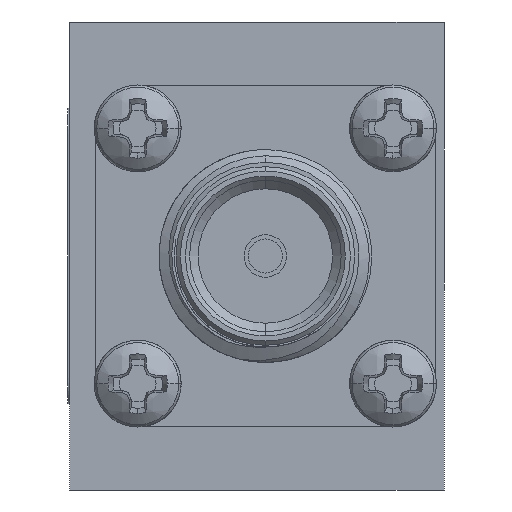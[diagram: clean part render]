
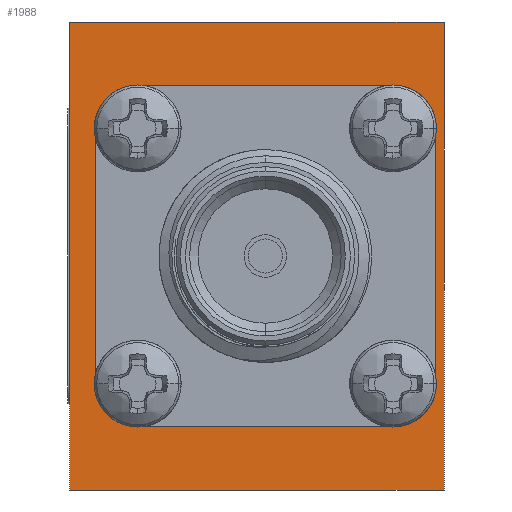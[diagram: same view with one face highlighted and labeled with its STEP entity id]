
A CAD part, left-side view. The second image highlights one B-rep face of the part: STEP entity #1988.
In plain terms, the highlighted planar face has unit normal (-1, 0, 0).
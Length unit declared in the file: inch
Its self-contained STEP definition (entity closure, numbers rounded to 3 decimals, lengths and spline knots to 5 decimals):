
#32 = EDGE_CURVE ( 'NONE', #3141, #6562, #13486, .T. ) ;
#130 = CIRCLE ( 'NONE', #10773, 0.05 ) ;
#517 = VERTEX_POINT ( 'NONE', #11395 ) ;
#647 = CARTESIAN_POINT ( 'NONE',  ( -0.6, -0.22, 0.275 ) ) ;
#656 = VERTEX_POINT ( 'NONE', #10849 ) ;
#696 = DIRECTION ( 'NONE',  ( 0., 0., -1. ) ) ;
#851 = AXIS2_PLACEMENT_3D ( 'NONE', #14491, #6417, #1745 ) ;
#929 = EDGE_LOOP ( 'NONE', ( #2054, #11774, #10745, #1801 ) ) ;
#971 = EDGE_CURVE ( 'NONE', #12998, #517, #9774, .T. ) ;
#1081 = DIRECTION ( 'NONE',  ( 0., 0., 1. ) ) ;
#1587 = ORIENTED_EDGE ( 'NONE', *, *, #3817, .T. ) ;
#1745 = DIRECTION ( 'NONE',  ( 0., 0., 1. ) ) ;
#1801 = ORIENTED_EDGE ( 'NONE', *, *, #971, .T. ) ;
#1837 = CARTESIAN_POINT ( 'NONE',  ( -0.6, 0.22, 0.275 ) ) ;
#1847 = VECTOR ( 'NONE', #696, 39.37008 ) ;
#1988 = ADVANCED_FACE ( 'NONE', ( #4269, #11773 ), #4629, .F. ) ;
#2033 = EDGE_LOOP ( 'NONE', ( #3332, #11272, #8198, #1587, #9633, #2390, #11036, #4186 ) ) ;
#2046 = DIRECTION ( 'NONE',  ( 0., 0., 1. ) ) ;
#2050 = DIRECTION ( 'NONE',  ( 0., 0., -1. ) ) ;
#2054 = ORIENTED_EDGE ( 'NONE', *, *, #6287, .T. ) ;
#2390 = ORIENTED_EDGE ( 'NONE', *, *, #4461, .T. ) ;
#2757 = CARTESIAN_POINT ( 'NONE',  ( -0.6, 0.14, -0.15 ) ) ;
#2831 = AXIS2_PLACEMENT_3D ( 'NONE', #9299, #5852, #2046 ) ;
#2862 = VERTEX_POINT ( 'NONE', #12331 ) ;
#3098 = CIRCLE ( 'NONE', #851, 0.05 ) ;
#3141 = VERTEX_POINT ( 'NONE', #7480 ) ;
#3189 = CARTESIAN_POINT ( 'NONE',  ( -0.6, 0.19, 0.2 ) ) ;
#3332 = ORIENTED_EDGE ( 'NONE', *, *, #12559, .F. ) ;
#3497 = CARTESIAN_POINT ( 'NONE',  ( -0.6, 0.22, 0.275 ) ) ;
#3556 = VECTOR ( 'NONE', #2050, 39.37008 ) ;
#3817 = EDGE_CURVE ( 'NONE', #6218, #2862, #3098, .T. ) ;
#4126 = DIRECTION ( 'NONE',  ( 0., 0., -1. ) ) ;
#4186 = ORIENTED_EDGE ( 'NONE', *, *, #13804, .T. ) ;
#4269 = FACE_OUTER_BOUND ( 'NONE', #929, .T. ) ;
#4461 = EDGE_CURVE ( 'NONE', #5806, #10376, #11307, .T. ) ;
#4629 = PLANE ( 'NONE',  #11250 ) ;
#4934 = LINE ( 'NONE', #3189, #1847 ) ;
#4946 = VECTOR ( 'NONE', #6970, 39.37008 ) ;
#5791 = DIRECTION ( 'NONE',  ( 0., 0., -1. ) ) ;
#5806 = VERTEX_POINT ( 'NONE', #6145 ) ;
#5852 = DIRECTION ( 'NONE',  ( 1., 0., 0. ) ) ;
#6145 = CARTESIAN_POINT ( 'NONE',  ( -0.6, 0.14, -0.2 ) ) ;
#6218 = VERTEX_POINT ( 'NONE', #13326 ) ;
#6272 = DIRECTION ( 'NONE',  ( 1., 0., 0. ) ) ;
#6287 = EDGE_CURVE ( 'NONE', #517, #6562, #6664, .T. ) ;
#6392 = DIRECTION ( 'NONE',  ( 0., -1., 0. ) ) ;
#6417 = DIRECTION ( 'NONE',  ( 1., 0., 0. ) ) ;
#6562 = VERTEX_POINT ( 'NONE', #6693 ) ;
#6664 = LINE ( 'NONE', #11114, #9776 ) ;
#6693 = CARTESIAN_POINT ( 'NONE',  ( -0.6, -0.22, -0.275 ) ) ;
#6728 = CARTESIAN_POINT ( 'NONE',  ( -0.6, -0.21, 0.15 ) ) ;
#6970 = DIRECTION ( 'NONE',  ( 0., 1., 0. ) ) ;
#7116 = CARTESIAN_POINT ( 'NONE',  ( -0.6, -0.22, 0.275 ) ) ;
#7219 = VECTOR ( 'NONE', #4126, 39.37008 ) ;
#7480 = CARTESIAN_POINT ( 'NONE',  ( -0.6, -0.22, 0.275 ) ) ;
#7523 = AXIS2_PLACEMENT_3D ( 'NONE', #2757, #6272, #10936 ) ;
#7701 = VECTOR ( 'NONE', #13645, 39.37008 ) ;
#7723 = VECTOR ( 'NONE', #11827, 39.37008 ) ;
#7909 = LINE ( 'NONE', #7116, #7723 ) ;
#7949 = CARTESIAN_POINT ( 'NONE',  ( -0.6, 0.14, 0.2 ) ) ;
#8198 = ORIENTED_EDGE ( 'NONE', *, *, #12049, .F. ) ;
#8241 = CIRCLE ( 'NONE', #2831, 0.05 ) ;
#9006 = VERTEX_POINT ( 'NONE', #12665 ) ;
#9109 = VERTEX_POINT ( 'NONE', #7949 ) ;
#9299 = CARTESIAN_POINT ( 'NONE',  ( -0.6, 0.14, 0.15 ) ) ;
#9633 = ORIENTED_EDGE ( 'NONE', *, *, #10132, .F. ) ;
#9664 = CARTESIAN_POINT ( 'NONE',  ( -0.6, 0.19, -0.15 ) ) ;
#9774 = LINE ( 'NONE', #1837, #3556 ) ;
#9776 = VECTOR ( 'NONE', #6392, 39.37008 ) ;
#10132 = EDGE_CURVE ( 'NONE', #5806, #2862, #10251, .T. ) ;
#10251 = LINE ( 'NONE', #14841, #7701 ) ;
#10369 = DIRECTION ( 'NONE',  ( 0., 0., 1. ) ) ;
#10376 = VERTEX_POINT ( 'NONE', #9664 ) ;
#10442 = CARTESIAN_POINT ( 'NONE',  ( -0.6, -0.21, 0.2 ) ) ;
#10745 = ORIENTED_EDGE ( 'NONE', *, *, #12696, .F. ) ;
#10773 = AXIS2_PLACEMENT_3D ( 'NONE', #15078, #12748, #10369 ) ;
#10849 = CARTESIAN_POINT ( 'NONE',  ( -0.6, 0.19, 0.15 ) ) ;
#10936 = DIRECTION ( 'NONE',  ( 0., 0., 1. ) ) ;
#11036 = ORIENTED_EDGE ( 'NONE', *, *, #11053, .F. ) ;
#11053 = EDGE_CURVE ( 'NONE', #656, #10376, #4934, .T. ) ;
#11114 = CARTESIAN_POINT ( 'NONE',  ( -0.6, -0.22, -0.275 ) ) ;
#11250 = AXIS2_PLACEMENT_3D ( 'NONE', #11607, #15212, #5791 ) ;
#11272 = ORIENTED_EDGE ( 'NONE', *, *, #15224, .T. ) ;
#11307 = CIRCLE ( 'NONE', #7523, 0.05 ) ;
#11338 = LINE ( 'NONE', #10442, #12616 ) ;
#11395 = CARTESIAN_POINT ( 'NONE',  ( -0.6, 0.22, -0.275 ) ) ;
#11607 = CARTESIAN_POINT ( 'NONE',  ( -0.6, -0.22, 0.275 ) ) ;
#11773 = FACE_BOUND ( 'NONE', #2033, .T. ) ;
#11774 = ORIENTED_EDGE ( 'NONE', *, *, #32, .F. ) ;
#11827 = DIRECTION ( 'NONE',  ( 0., -1., 0. ) ) ;
#12040 = VERTEX_POINT ( 'NONE', #6728 ) ;
#12049 = EDGE_CURVE ( 'NONE', #6218, #12040, #11338, .T. ) ;
#12331 = CARTESIAN_POINT ( 'NONE',  ( -0.6, -0.16, -0.2 ) ) ;
#12559 = EDGE_CURVE ( 'NONE', #9006, #9109, #14730, .T. ) ;
#12616 = VECTOR ( 'NONE', #1081, 39.37008 ) ;
#12665 = CARTESIAN_POINT ( 'NONE',  ( -0.6, -0.16, 0.2 ) ) ;
#12696 = EDGE_CURVE ( 'NONE', #12998, #3141, #7909, .T. ) ;
#12748 = DIRECTION ( 'NONE',  ( 1., 0., 0. ) ) ;
#12998 = VERTEX_POINT ( 'NONE', #3497 ) ;
#13326 = CARTESIAN_POINT ( 'NONE',  ( -0.6, -0.21, -0.15 ) ) ;
#13486 = LINE ( 'NONE', #647, #7219 ) ;
#13645 = DIRECTION ( 'NONE',  ( 0., -1., 0. ) ) ;
#13804 = EDGE_CURVE ( 'NONE', #656, #9109, #8241, .T. ) ;
#14491 = CARTESIAN_POINT ( 'NONE',  ( -0.6, -0.16, -0.15 ) ) ;
#14730 = LINE ( 'NONE', #15248, #4946 ) ;
#14841 = CARTESIAN_POINT ( 'NONE',  ( -0.6, 0.19, -0.2 ) ) ;
#15078 = CARTESIAN_POINT ( 'NONE',  ( -0.6, -0.16, 0.15 ) ) ;
#15212 = DIRECTION ( 'NONE',  ( 1., 0., 0. ) ) ;
#15224 = EDGE_CURVE ( 'NONE', #9006, #12040, #130, .T. ) ;
#15248 = CARTESIAN_POINT ( 'NONE',  ( -0.6, 0.19, 0.2 ) ) ;
